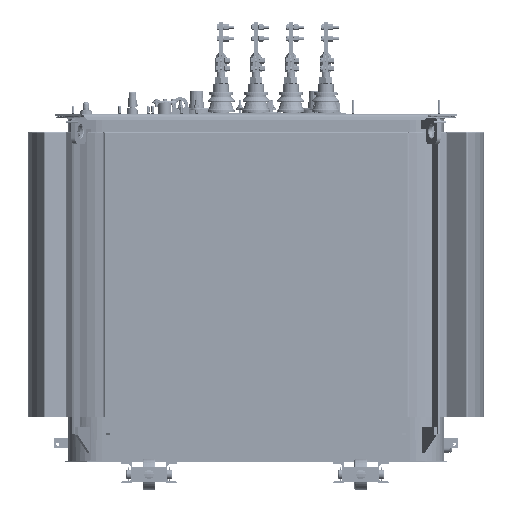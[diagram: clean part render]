
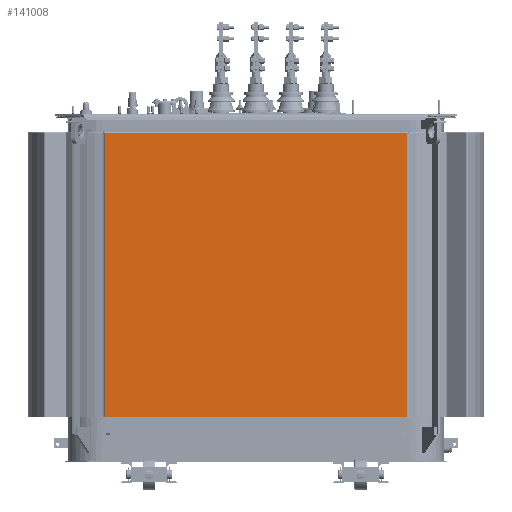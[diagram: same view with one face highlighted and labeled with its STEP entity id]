
A CAD part, front view. The second image highlights one B-rep face of the part: STEP entity #141008.
In plain terms, the highlighted planar face has unit normal (0, -1, 0).
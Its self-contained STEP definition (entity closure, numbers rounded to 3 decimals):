
#13879=LINE('',#280703,#22239);
#13880=LINE('',#280706,#22240);
#13881=LINE('',#280708,#22241);
#13882=LINE('',#280709,#22242);
#22239=VECTOR('',#191146,1100.);
#22240=VECTOR('',#191149,1166.);
#22241=VECTOR('',#191150,1166.);
#22242=VECTOR('',#191151,1100.);
#26005=PLANE('',#154986);
#38780=FACE_OUTER_BOUND('',#49321,.T.);
#49321=EDGE_LOOP('',(#124608,#124609,#124610,#124611));
#68480=VERTEX_POINT('',#280699);
#68481=VERTEX_POINT('',#280701);
#68482=VERTEX_POINT('',#280705);
#68483=VERTEX_POINT('',#280707);
#87167=EDGE_CURVE('',#68480,#68481,#13879,.T.);
#87168=EDGE_CURVE('',#68482,#68480,#13880,.T.);
#87169=EDGE_CURVE('',#68483,#68481,#13881,.T.);
#87170=EDGE_CURVE('',#68482,#68483,#13882,.T.);
#124608=ORIENTED_EDGE('',*,*,#87168,.T.);
#124609=ORIENTED_EDGE('',*,*,#87167,.T.);
#124610=ORIENTED_EDGE('',*,*,#87169,.F.);
#124611=ORIENTED_EDGE('',*,*,#87170,.F.);
#141008=ADVANCED_FACE('',(#38780),#26005,.T.);
#154986=AXIS2_PLACEMENT_3D('',#280704,#191147,#191148);
#191146=DIRECTION('',(0.,0.,1.));
#191147=DIRECTION('center_axis',(0.,-1.,0.));
#191148=DIRECTION('ref_axis',(1.,0.,0.));
#191149=DIRECTION('',(1.,0.,0.));
#191150=DIRECTION('',(1.,0.,0.));
#191151=DIRECTION('',(0.,0.,1.));
#280699=CARTESIAN_POINT('',(583.,-543.5,170.));
#280701=CARTESIAN_POINT('',(583.,-543.5,1270.));
#280703=CARTESIAN_POINT('',(583.,-543.5,170.));
#280704=CARTESIAN_POINT('Origin',(-583.,-543.5,170.));
#280705=CARTESIAN_POINT('',(-583.,-543.5,170.));
#280706=CARTESIAN_POINT('',(-583.,-543.5,170.));
#280707=CARTESIAN_POINT('',(-583.,-543.5,1270.));
#280708=CARTESIAN_POINT('',(-583.,-543.5,1270.));
#280709=CARTESIAN_POINT('',(-583.,-543.5,170.));
